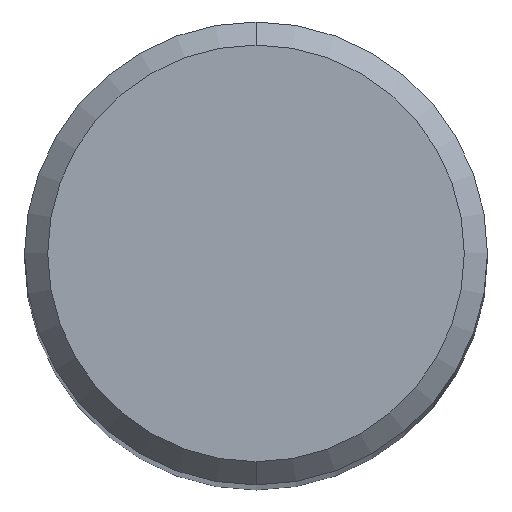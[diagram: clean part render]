
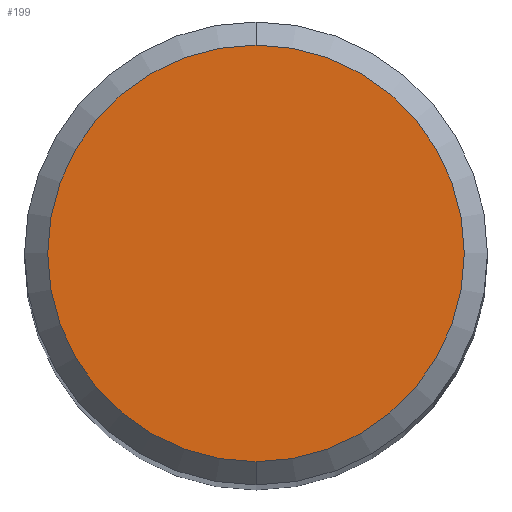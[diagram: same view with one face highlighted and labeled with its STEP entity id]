
A CAD part, top view. The second image highlights one B-rep face of the part: STEP entity #199.
In plain terms, the highlighted planar face has unit normal (0, 0, 1).
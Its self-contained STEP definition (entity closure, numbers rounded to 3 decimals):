
#113=EDGE_CURVE('',#191,#193,#266,.T.);
#191=VERTEX_POINT('',#353);
#193=VERTEX_POINT('',#355);
#199=ADVANCED_FACE('',(#361),#362,.T.);
#223=EDGE_CURVE('',#193,#191,#390,.T.);
#266=CIRCLE('',#432,3.6);
#353=CARTESIAN_POINT('',(0.,-3.6,0.0));
#355=CARTESIAN_POINT('',(0.0,3.6,0.0));
#361=FACE_OUTER_BOUND('',#553,.T.);
#362=PLANE('',#554);
#390=CIRCLE('',#592,3.6);
#432=AXIS2_PLACEMENT_3D('',#620,#621,#622);
#553=EDGE_LOOP('',(#734,#735));
#554=AXIS2_PLACEMENT_3D('',#736,#737,#738);
#592=AXIS2_PLACEMENT_3D('',#782,#783,#784);
#620=CARTESIAN_POINT('',(0.0,0.0,0.0));
#621=DIRECTION('',(0.0,0.0,-1.0));
#622=DIRECTION('',(0.0,1.0,0.0));
#734=ORIENTED_EDGE('',*,*,#223,.F.);
#735=ORIENTED_EDGE('',*,*,#113,.F.);
#736=CARTESIAN_POINT('',(0.0,1.8,0.0));
#737=DIRECTION('',(-0.0,0.0,1.0));
#738=DIRECTION('',(0.0,-1.0,0.0));
#782=CARTESIAN_POINT('',(0.0,0.0,0.0));
#783=DIRECTION('',(0.0,0.0,-1.0));
#784=DIRECTION('',(0.0,1.0,0.0));
